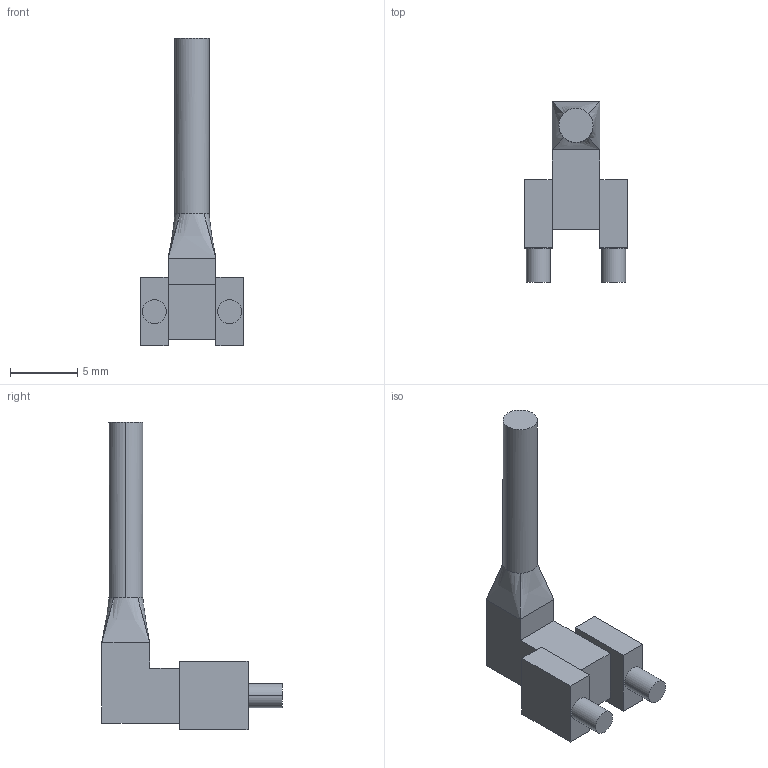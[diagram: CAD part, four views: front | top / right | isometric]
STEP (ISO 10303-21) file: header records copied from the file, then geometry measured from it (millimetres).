
FILE_DESCRIPTION (( 'STEP AP203' ), '1' );
FILE_NAME ('栱殣鍒鍱 Kingbright KL-02.STEP', '2014-11-27T09:58:03', ( 'Dmitry' ), ( '' ), 'SwSTEP 2.0', 'SolidWorks 2012', '' );
FILE_SCHEMA (( 'CONFIG_CONTROL_DESIGN' ));
Length unit declared in the file: millimetre
Products named in the file (1): 栱殣鍒鍱 Kingbright KL-02
Bounding box: 7.62 x 13.4 x 22.86 mm (x, y, z)
Volume: 373.6 mm3; surface area: 488.4 mm2
Topology: 1 solids, 1 shells, 32 faces, 76 edges, 48 vertices
Faces by surface type: plane 22, cylinder 6, bspline 4
Entity records: 1053 total; most frequent: CARTESIAN_POINT 233, ORIENTED_EDGE 152, DIRECTION 150, EDGE_CURVE 76, LINE 60, VECTOR 60, VERTEX_POINT 48, AXIS2_PLACEMENT_3D 45
